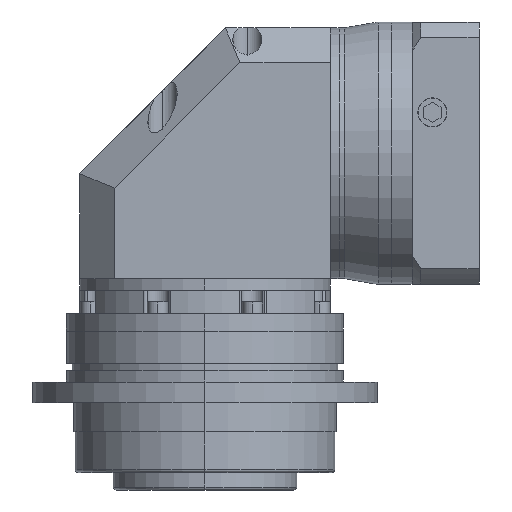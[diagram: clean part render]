
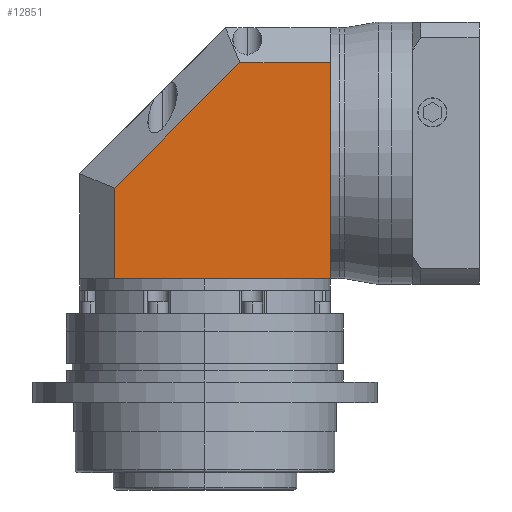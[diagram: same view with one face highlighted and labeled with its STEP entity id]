
A CAD part, left-side view. The second image highlights one B-rep face of the part: STEP entity #12851.
In plain terms, the highlighted planar face has unit normal (-1, 0, 0).
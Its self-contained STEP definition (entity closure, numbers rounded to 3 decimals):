
#442 = ORIENTED_EDGE ( 'NONE', *, *, #5013, .F. ) ;
#610 = DIRECTION ( 'NONE',  ( 0., 0.707, -0.707 ) ) ;
#773 = EDGE_CURVE ( 'NONE', #13090, #5770, #1131, .T. ) ;
#977 = VERTEX_POINT ( 'NONE', #12750 ) ;
#1131 = LINE ( 'NONE', #8905, #4531 ) ;
#1364 = ORIENTED_EDGE ( 'NONE', *, *, #6730, .T. ) ;
#1570 = EDGE_LOOP ( 'NONE', ( #10060, #13720, #2003, #6230, #442, #9012, #1364 ) ) ;
#1661 = CARTESIAN_POINT ( 'NONE',  ( -43., -43., 74. ) ) ;
#1906 = DIRECTION ( 'NONE',  ( 0., 0., -1. ) ) ;
#2003 = ORIENTED_EDGE ( 'NONE', *, *, #9518, .T. ) ;
#2415 = DIRECTION ( 'NONE',  ( 0., 0., -1. ) ) ;
#3191 = CARTESIAN_POINT ( 'NONE',  ( -43., 31., 31.029 ) ) ;
#3195 = DIRECTION ( 'NONE',  ( 0., -1., 0. ) ) ;
#3462 = VECTOR ( 'NONE', #14477, 1000. ) ;
#3611 = CARTESIAN_POINT ( 'NONE',  ( -43., -43., 0. ) ) ;
#3652 = DIRECTION ( 'NONE',  ( 1., 0., 0. ) ) ;
#3916 = VECTOR ( 'NONE', #3195, 1000. ) ;
#4314 = LINE ( 'NONE', #9283, #4684 ) ;
#4337 = VERTEX_POINT ( 'NONE', #3611 ) ;
#4504 = CARTESIAN_POINT ( 'NONE',  ( -43., -43., 86. ) ) ;
#4531 = VECTOR ( 'NONE', #1906, 1000. ) ;
#4684 = VECTOR ( 'NONE', #2415, 1000. ) ;
#4784 = LINE ( 'NONE', #4504, #13962 ) ;
#5013 = EDGE_CURVE ( 'NONE', #5576, #4337, #4314, .T. ) ;
#5576 = VERTEX_POINT ( 'NONE', #14841 ) ;
#5770 = VERTEX_POINT ( 'NONE', #8335 ) ;
#6173 = EDGE_CURVE ( 'NONE', #12690, #13090, #8036, .T. ) ;
#6230 = ORIENTED_EDGE ( 'NONE', *, *, #13673, .T. ) ;
#6273 = CARTESIAN_POINT ( 'NONE',  ( -43., 34.515, 27.515 ) ) ;
#6730 = EDGE_CURVE ( 'NONE', #12269, #12690, #8560, .T. ) ;
#7576 = CARTESIAN_POINT ( 'NONE',  ( -43., -43., 0. ) ) ;
#8036 = LINE ( 'NONE', #6273, #14196 ) ;
#8194 = CARTESIAN_POINT ( 'NONE',  ( -43., -43., 86. ) ) ;
#8201 = VECTOR ( 'NONE', #10774, 1000. ) ;
#8335 = CARTESIAN_POINT ( 'NONE',  ( -43., 31., 0. ) ) ;
#8560 = LINE ( 'NONE', #11932, #8201 ) ;
#8905 = CARTESIAN_POINT ( 'NONE',  ( -43., 31., 86. ) ) ;
#9012 = ORIENTED_EDGE ( 'NONE', *, *, #11943, .F. ) ;
#9214 = LINE ( 'NONE', #7576, #3462 ) ;
#9283 = CARTESIAN_POINT ( 'NONE',  ( -43., -43., 86. ) ) ;
#9518 = EDGE_CURVE ( 'NONE', #5770, #977, #10000, .T. ) ;
#10000 = LINE ( 'NONE', #14652, #3916 ) ;
#10060 = ORIENTED_EDGE ( 'NONE', *, *, #6173, .T. ) ;
#10774 = DIRECTION ( 'NONE',  ( 0., 1., 0. ) ) ;
#11666 = DIRECTION ( 'NONE',  ( 0., 0., -1. ) ) ;
#11932 = CARTESIAN_POINT ( 'NONE',  ( -43., -43., 74. ) ) ;
#11943 = EDGE_CURVE ( 'NONE', #12269, #5576, #4784, .T. ) ;
#12269 = VERTEX_POINT ( 'NONE', #1661 ) ;
#12539 = DIRECTION ( 'NONE',  ( 0., 0., -1. ) ) ;
#12690 = VERTEX_POINT ( 'NONE', #14747 ) ;
#12750 = CARTESIAN_POINT ( 'NONE',  ( -43., 0., 0. ) ) ;
#12803 = PLANE ( 'NONE',  #14497 ) ;
#12851 = ADVANCED_FACE ( 'NONE', ( #13369 ), #12803, .F. ) ;
#13090 = VERTEX_POINT ( 'NONE', #3191 ) ;
#13369 = FACE_OUTER_BOUND ( 'NONE', #1570, .T. ) ;
#13673 = EDGE_CURVE ( 'NONE', #977, #4337, #9214, .T. ) ;
#13720 = ORIENTED_EDGE ( 'NONE', *, *, #773, .T. ) ;
#13962 = VECTOR ( 'NONE', #12539, 1000. ) ;
#14196 = VECTOR ( 'NONE', #610, 1000. ) ;
#14477 = DIRECTION ( 'NONE',  ( 0., -1., 0. ) ) ;
#14497 = AXIS2_PLACEMENT_3D ( 'NONE', #8194, #3652, #11666 ) ;
#14652 = CARTESIAN_POINT ( 'NONE',  ( -43., -43., 0. ) ) ;
#14747 = CARTESIAN_POINT ( 'NONE',  ( -43., -11.971, 74. ) ) ;
#14841 = CARTESIAN_POINT ( 'NONE',  ( -43., -43., 43. ) ) ;
